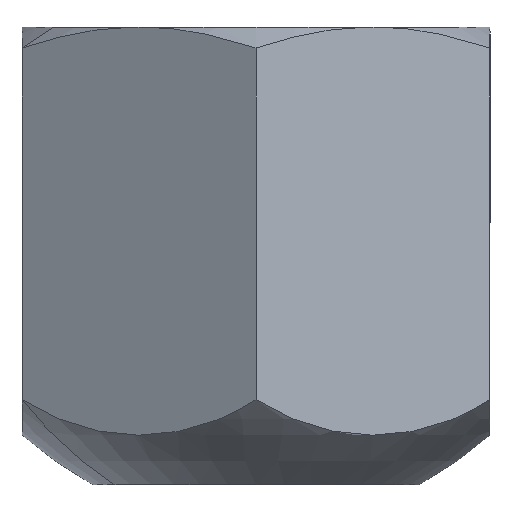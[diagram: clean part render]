
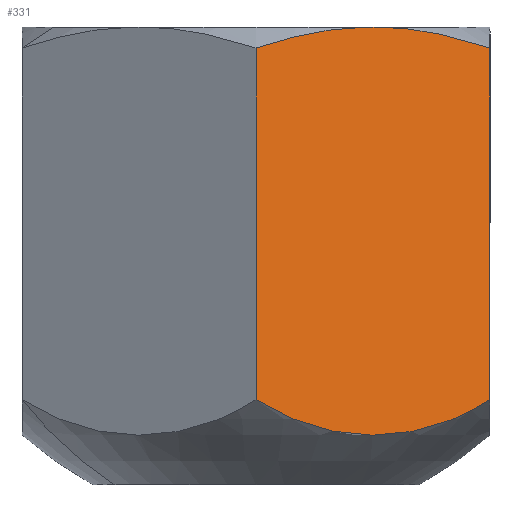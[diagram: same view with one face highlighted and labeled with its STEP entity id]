
A CAD part, front view. The second image highlights one B-rep face of the part: STEP entity #331.
In plain terms, the highlighted planar face has unit normal (0.5, -0.866, 0).
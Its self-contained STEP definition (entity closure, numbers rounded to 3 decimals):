
#159=EDGE_CURVE('',#317,#193,#407,.T.);
#163=VERTEX_POINT('',#411);
#167=EDGE_CURVE('',#163,#323,#415,.T.);
#169=VERTEX_POINT('',#417);
#171=EDGE_CURVE('',#169,#267,#419,.T.);
#177=EDGE_CURVE('',#193,#267,#425,.T.);
#193=VERTEX_POINT('',#443);
#259=EDGE_CURVE('',#169,#163,#514,.T.);
#267=VERTEX_POINT('',#523);
#279=EDGE_CURVE('',#323,#317,#538,.T.);
#317=VERTEX_POINT('',#581);
#323=VERTEX_POINT('',#587);
#331=ADVANCED_FACE('',(#595),#596,.T.);
#407=LINE('',#698,#699);
#411=CARTESIAN_POINT('',(22.993,-13.275,8.372));
#415=LINE('',#710,#711);
#417=CARTESIAN_POINT('',(0.0,-26.55,8.372));
#419=LINE('',#716,#717);
#425=(B_SPLINE_CURVE(2,(#727,#728,#729),.UNSPECIFIED.,.F.,.F.)B_SPLINE_CURVE_WITH_KNOTS((3,3),(0.0,16.247),.UNSPECIFIED.)RATIONAL_B_SPLINE_CURVE((1.0,1.082,1.093))BOUNDED_CURVE()REPRESENTATION_ITEM('')GEOMETRIC_REPRESENTATION_ITEM()CURVE());
#443=CARTESIAN_POINT('',(11.004,-20.197,45.0));
#514=B_SPLINE_CURVE_WITH_KNOTS('',3,(#906,#907,#908,#909,#910,#911,#912,#913,#914,#915,#916,#917,#918,#919,#920,#921,#922,#923,#924,#925,#926,#927,#928),.UNSPECIFIED.,.F.,.F.,(4,2,2,2,2,3,2,2,2,2,4),(-13.134,-11.953,-8.965,-5.977,-2.988,0.0,2.988,5.977,8.965,11.953,13.134),.UNSPECIFIED.);
#523=CARTESIAN_POINT('',(0.,-26.55,42.95));
#538=(B_SPLINE_CURVE(2,(#967,#968,#969),.UNSPECIFIED.,.F.,.F.)B_SPLINE_CURVE_WITH_KNOTS((3,3),(21.45,37.697),.UNSPECIFIED.)RATIONAL_B_SPLINE_CURVE((1.093,1.082,1.0))BOUNDED_CURVE()REPRESENTATION_ITEM('')GEOMETRIC_REPRESENTATION_ITEM()CURVE());
#581=CARTESIAN_POINT('',(11.989,-19.628,45.0));
#587=CARTESIAN_POINT('',(22.993,-13.275,42.95));
#595=FACE_OUTER_BOUND('',#1118,.T.);
#596=PLANE('',#1119);
#698=CARTESIAN_POINT('',(0.0,-26.55,45.0));
#699=VECTOR('',#1242,1.0);
#710=CARTESIAN_POINT('',(22.993,-13.275,0.0));
#711=VECTOR('',#1244,1.0);
#716=CARTESIAN_POINT('',(0.0,-26.55,0.0));
#717=VECTOR('',#1245,1.0);
#727=CARTESIAN_POINT('',(11.004,-20.197,45.0));
#728=CARTESIAN_POINT('',(5.896,-23.146,44.916));
#729=CARTESIAN_POINT('',(0.,-26.55,42.95));
#906=CARTESIAN_POINT('',(0.0,-26.55,8.372));
#907=CARTESIAN_POINT('',(0.317,-26.367,8.17));
#908=CARTESIAN_POINT('',(0.631,-26.185,7.98));
#909=CARTESIAN_POINT('',(1.708,-25.564,7.359));
#910=CARTESIAN_POINT('',(2.536,-25.086,6.941));
#911=CARTESIAN_POINT('',(4.261,-24.09,6.206));
#912=CARTESIAN_POINT('',(5.16,-23.571,5.889));
#913=CARTESIAN_POINT('',(6.983,-22.519,5.382));
#914=CARTESIAN_POINT('',(7.907,-21.985,5.192));
#915=CARTESIAN_POINT('',(9.733,-20.931,4.945));
#916=CARTESIAN_POINT('',(10.634,-20.411,4.888));
#917=CARTESIAN_POINT('',(11.496,-19.913,4.888));
#918=CARTESIAN_POINT('',(12.359,-19.414,4.888));
#919=CARTESIAN_POINT('',(13.26,-18.894,4.945));
#920=CARTESIAN_POINT('',(15.086,-17.84,5.192));
#921=CARTESIAN_POINT('',(16.01,-17.306,5.382));
#922=CARTESIAN_POINT('',(17.833,-16.254,5.889));
#923=CARTESIAN_POINT('',(18.732,-15.735,6.206));
#924=CARTESIAN_POINT('',(20.457,-14.739,6.941));
#925=CARTESIAN_POINT('',(21.285,-14.261,7.359));
#926=CARTESIAN_POINT('',(22.362,-13.64,7.98));
#927=CARTESIAN_POINT('',(22.676,-13.458,8.17));
#928=CARTESIAN_POINT('',(22.993,-13.275,8.372));
#967=CARTESIAN_POINT('',(22.993,-13.275,42.95));
#968=CARTESIAN_POINT('',(17.097,-16.679,44.916));
#969=CARTESIAN_POINT('',(11.989,-19.628,45.0));
#1118=EDGE_LOOP('',(#1428,#1429,#1430,#1431,#1432,#1433));
#1119=AXIS2_PLACEMENT_3D('',#1434,#1435,#1436);
#1242=DIRECTION('',(-0.866,-0.5,0.0));
#1244=DIRECTION('',(0.0,0.0,1.0));
#1245=DIRECTION('',(0.0,0.0,1.0));
#1428=ORIENTED_EDGE('',*,*,#259,.T.);
#1429=ORIENTED_EDGE('',*,*,#167,.T.);
#1430=ORIENTED_EDGE('',*,*,#279,.T.);
#1431=ORIENTED_EDGE('',*,*,#159,.T.);
#1432=ORIENTED_EDGE('',*,*,#177,.T.);
#1433=ORIENTED_EDGE('',*,*,#171,.F.);
#1434=CARTESIAN_POINT('',(22.993,-13.275,0.0));
#1435=DIRECTION('',(0.5,-0.866,0.0));
#1436=DIRECTION('',(0.0,0.0,-1.0));
